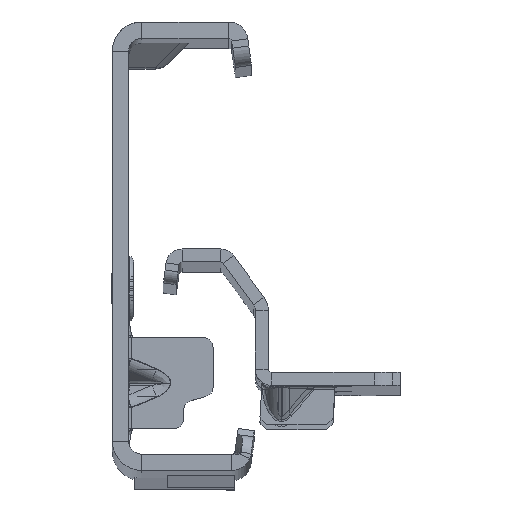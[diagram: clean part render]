
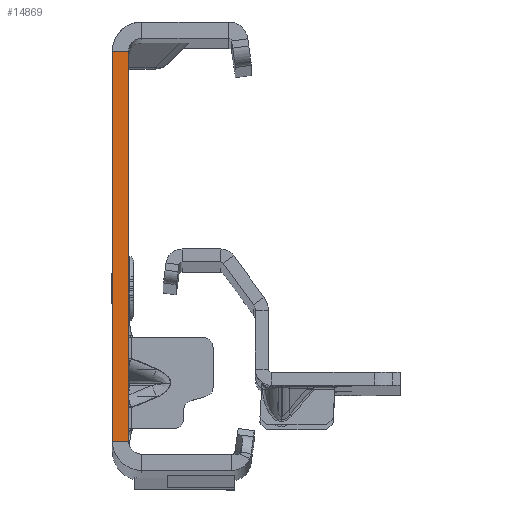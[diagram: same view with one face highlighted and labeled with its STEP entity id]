
A CAD part, top view. The second image highlights one B-rep face of the part: STEP entity #14869.
In plain terms, the highlighted planar face has unit normal (0, 0, 1).
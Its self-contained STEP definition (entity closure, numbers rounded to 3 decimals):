
#402 = LINE ( 'NONE', #6312, #2022 ) ;
#409 = PLANE ( 'NONE',  #5857 ) ;
#1278 = VERTEX_POINT ( 'NONE', #5549 ) ;
#2022 = VECTOR ( 'NONE', #2429, 1000. ) ;
#2300 = DIRECTION ( 'NONE',  ( 0., 0., 1. ) ) ;
#2429 = DIRECTION ( 'NONE',  ( -1., 0., 0. ) ) ;
#2778 = LINE ( 'NONE', #10662, #13643 ) ;
#3167 = ORIENTED_EDGE ( 'NONE', *, *, #5863, .T. ) ;
#3752 = LINE ( 'NONE', #7377, #15693 ) ;
#5031 = VERTEX_POINT ( 'NONE', #24228 ) ;
#5549 = CARTESIAN_POINT ( 'NONE',  ( 0., -30., 0. ) ) ;
#5857 = AXIS2_PLACEMENT_3D ( 'NONE', #19454, #2300, #13824 ) ;
#5863 = EDGE_CURVE ( 'NONE', #6795, #5031, #3752, .T. ) ;
#6312 = CARTESIAN_POINT ( 'NONE',  ( 0., 30., 0. ) ) ;
#6795 = VERTEX_POINT ( 'NONE', #12534 ) ;
#7171 = CARTESIAN_POINT ( 'NONE',  ( 0., -32., 0. ) ) ;
#7203 = EDGE_CURVE ( 'NONE', #1278, #5031, #2778, .T. ) ;
#7377 = CARTESIAN_POINT ( 'NONE',  ( -2.5, -32., 0. ) ) ;
#9034 = LINE ( 'NONE', #7171, #10295 ) ;
#10234 = DIRECTION ( 'NONE',  ( 0., -1., 0. ) ) ;
#10295 = VECTOR ( 'NONE', #10234, 1000. ) ;
#10662 = CARTESIAN_POINT ( 'NONE',  ( 0., -30., 0. ) ) ;
#11841 = ORIENTED_EDGE ( 'NONE', *, *, #7203, .F. ) ;
#12534 = CARTESIAN_POINT ( 'NONE',  ( -2.5, 30., 0. ) ) ;
#12754 = EDGE_LOOP ( 'NONE', ( #21704, #14002, #3167, #11841 ) ) ;
#13643 = VECTOR ( 'NONE', #17798, 1000. ) ;
#13824 = DIRECTION ( 'NONE',  ( 1., 0., 0. ) ) ;
#14002 = ORIENTED_EDGE ( 'NONE', *, *, #24061, .T. ) ;
#14869 = ADVANCED_FACE ( 'NONE', ( #21360 ), #409, .T. ) ;
#14986 = DIRECTION ( 'NONE',  ( 0., -1., 0. ) ) ;
#15693 = VECTOR ( 'NONE', #14986, 1000. ) ;
#17798 = DIRECTION ( 'NONE',  ( -1., 0., 0. ) ) ;
#19380 = CARTESIAN_POINT ( 'NONE',  ( 0., 30., 0. ) ) ;
#19454 = CARTESIAN_POINT ( 'NONE',  ( -2.5, -32., 0. ) ) ;
#19837 = EDGE_CURVE ( 'NONE', #20924, #1278, #9034, .T. ) ;
#20924 = VERTEX_POINT ( 'NONE', #19380 ) ;
#21360 = FACE_OUTER_BOUND ( 'NONE', #12754, .T. ) ;
#21704 = ORIENTED_EDGE ( 'NONE', *, *, #19837, .F. ) ;
#24061 = EDGE_CURVE ( 'NONE', #20924, #6795, #402, .T. ) ;
#24228 = CARTESIAN_POINT ( 'NONE',  ( -2.5, -30., 0. ) ) ;
